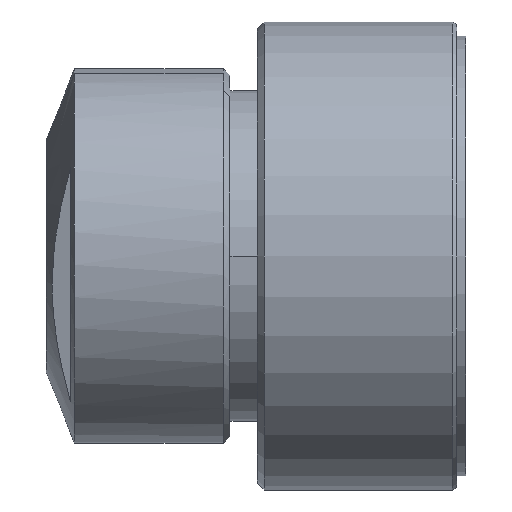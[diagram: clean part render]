
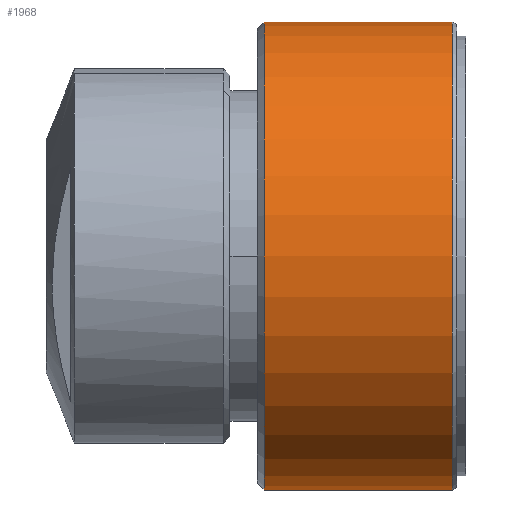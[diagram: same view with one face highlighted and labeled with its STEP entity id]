
A CAD part, left-side view. The second image highlights one B-rep face of the part: STEP entity #1968.
In plain terms, the highlighted cylindrical face has radius 53.975 mm (diameter 107.95 mm), a partial arc.
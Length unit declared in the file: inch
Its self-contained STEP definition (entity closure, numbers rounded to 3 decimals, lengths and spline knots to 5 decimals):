
#145 = EDGE_CURVE ( 'NONE', #153, #806, #641, .T. ) ;
#153 = VERTEX_POINT ( 'NONE', #1505 ) ;
#183 = DIRECTION ( 'NONE',  ( 0., 0., 1. ) ) ;
#247 = DIRECTION ( 'NONE',  ( 0., 1., 0. ) ) ;
#582 = CARTESIAN_POINT ( 'NONE',  ( 0., 0.123, 0. ) ) ;
#641 = LINE ( 'NONE', #659, #3169 ) ;
#659 = CARTESIAN_POINT ( 'NONE',  ( 0., 2.57855, 2.125 ) ) ;
#796 = EDGE_CURVE ( 'NONE', #806, #1005, #2616, .T. ) ;
#806 = VERTEX_POINT ( 'NONE', #1898 ) ;
#951 = CARTESIAN_POINT ( 'NONE',  ( 0., 2.57855, 0. ) ) ;
#979 = EDGE_LOOP ( 'NONE', ( #2241, #1712, #1001, #1843 ) ) ;
#989 = DIRECTION ( 'NONE',  ( 0., 1., 0. ) ) ;
#1001 = ORIENTED_EDGE ( 'NONE', *, *, #145, .T. ) ;
#1005 = VERTEX_POINT ( 'NONE', #1187 ) ;
#1060 = DIRECTION ( 'NONE',  ( 0., -1., 0. ) ) ;
#1083 = CARTESIAN_POINT ( 'NONE',  ( 0., 1.833, 0. ) ) ;
#1187 = CARTESIAN_POINT ( 'NONE',  ( 0., 1.833, -2.125 ) ) ;
#1369 = CARTESIAN_POINT ( 'NONE',  ( 0., 0.123, -2.125 ) ) ;
#1474 = DIRECTION ( 'NONE',  ( 0., 0., 1. ) ) ;
#1505 = CARTESIAN_POINT ( 'NONE',  ( 0., 0.123, 2.125 ) ) ;
#1712 = ORIENTED_EDGE ( 'NONE', *, *, #1883, .T. ) ;
#1843 = ORIENTED_EDGE ( 'NONE', *, *, #796, .T. ) ;
#1883 = EDGE_CURVE ( 'NONE', #3022, #153, #2772, .T. ) ;
#1898 = CARTESIAN_POINT ( 'NONE',  ( 0., 1.833, 2.125 ) ) ;
#1968 = ADVANCED_FACE ( 'NONE', ( #2867 ), #2810, .T. ) ;
#2241 = ORIENTED_EDGE ( 'NONE', *, *, #2996, .F. ) ;
#2449 = DIRECTION ( 'NONE',  ( 0., 1., 0. ) ) ;
#2488 = AXIS2_PLACEMENT_3D ( 'NONE', #951, #989, #1474 ) ;
#2511 = DIRECTION ( 'NONE',  ( 0., 0., -1. ) ) ;
#2555 = DIRECTION ( 'NONE',  ( 0., 1., 0. ) ) ;
#2616 = CIRCLE ( 'NONE', #3452, 2.125 ) ;
#2699 = VECTOR ( 'NONE', #247, 39.37008 ) ;
#2703 = CARTESIAN_POINT ( 'NONE',  ( 0., 2.57855, -2.125 ) ) ;
#2772 = CIRCLE ( 'NONE', #2887, 2.125 ) ;
#2810 = CYLINDRICAL_SURFACE ( 'NONE', #2488, 2.125 ) ;
#2867 = FACE_OUTER_BOUND ( 'NONE', #979, .T. ) ;
#2887 = AXIS2_PLACEMENT_3D ( 'NONE', #582, #2449, #2511 ) ;
#2960 = LINE ( 'NONE', #2703, #2699 ) ;
#2996 = EDGE_CURVE ( 'NONE', #3022, #1005, #2960, .T. ) ;
#3022 = VERTEX_POINT ( 'NONE', #1369 ) ;
#3169 = VECTOR ( 'NONE', #2555, 39.37008 ) ;
#3452 = AXIS2_PLACEMENT_3D ( 'NONE', #1083, #1060, #183 ) ;
